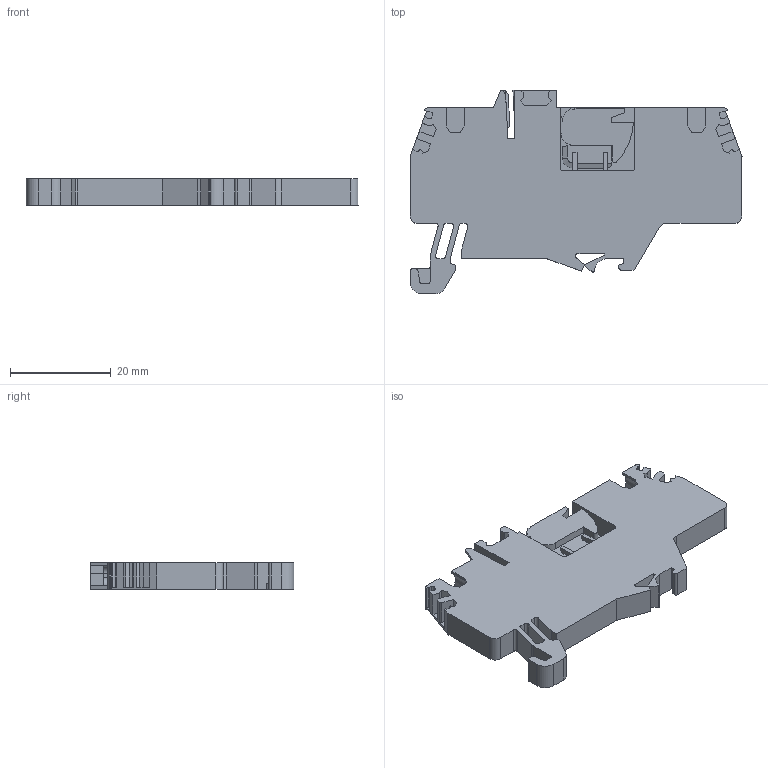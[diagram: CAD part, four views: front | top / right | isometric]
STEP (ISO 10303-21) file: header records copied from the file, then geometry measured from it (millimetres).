
FILE_DESCRIPTION(('CoCreate Modeling STEP Export'),'2;1');
FILE_NAME('HMS.2.stp','2010-05-06T 8:37:32',(''),(''),'CoCreate Modeling STEP processor for AP214 (Solid Model)','CoCreate Modeling 16.00A 16-Aug-2008 (C) Parametric Technology GmbH','');
FILE_SCHEMA(('AUTOMOTIVE_DESIGN { 1 0 10303 214 1 1 1 1 }'));
Length unit declared in the file: millimetre
Products named in the file (1): HMS.2
Bounding box: 66 x 40.5 x 5.2 mm (x, y, z)
Volume: 8564.1 mm3; surface area: 6163.6 mm2
Topology: 1 solids, 1 shells, 310 faces, 912 edges, 603 vertices
Faces by surface type: plane 237, cylinder 71, cone 2
Entity records: 10157 total; most frequent: ORIENTED_EDGE 1824, CARTESIAN_POINT 1759, DIRECTION 1578, EDGE_CURVE 912, VECTOR 734, LINE 734, VERTEX_POINT 603, AXIS2_PLACEMENT_3D 422
